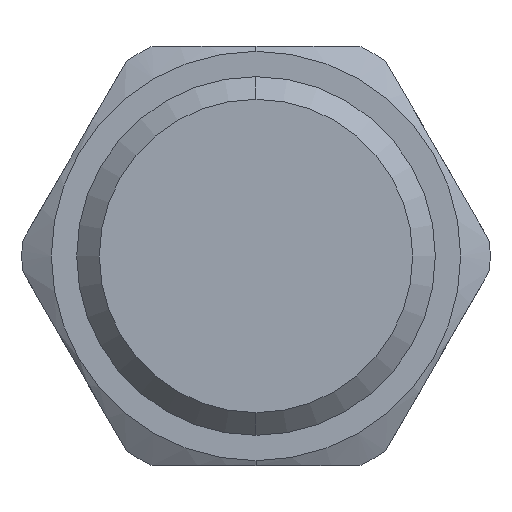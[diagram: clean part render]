
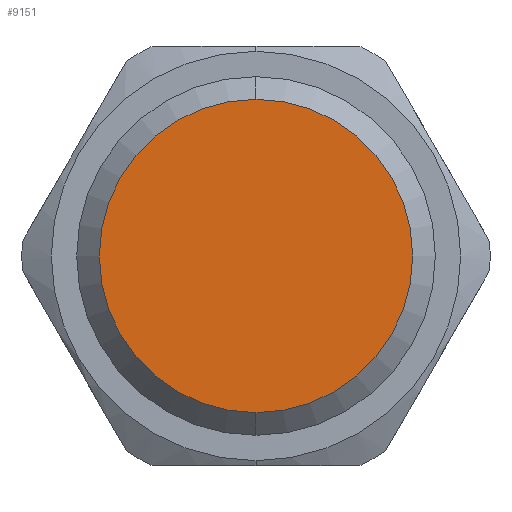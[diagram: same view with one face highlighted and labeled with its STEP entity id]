
A CAD part, left-side view. The second image highlights one B-rep face of the part: STEP entity #9151.
In plain terms, the highlighted planar face has unit normal (-1, 0, 0).
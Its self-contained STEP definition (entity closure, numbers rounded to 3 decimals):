
#32 = CARTESIAN_POINT ( 'NONE',  ( 0., 0., -8.3 ) ) ;
#947 = EDGE_LOOP ( 'NONE', ( #5184, #5239 ) ) ;
#1296 = EDGE_CURVE ( 'NONE', #5022, #5096, #7139, .T. ) ;
#2353 = CARTESIAN_POINT ( 'NONE',  ( 0., 0., 8.3 ) ) ;
#3407 = CARTESIAN_POINT ( 'NONE',  ( 0., 0., 0. ) ) ;
#3409 = DIRECTION ( 'NONE',  ( -1., 0., 0. ) ) ;
#3411 = DIRECTION ( 'NONE',  ( 0., 0., -1. ) ) ;
#3598 = CARTESIAN_POINT ( 'NONE',  ( 0., 0., 0. ) ) ;
#3605 = PLANE ( 'NONE',  #9472 ) ;
#3609 = DIRECTION ( 'NONE',  ( 1., 0., 0. ) ) ;
#3611 = DIRECTION ( 'NONE',  ( 0., 0., -1. ) ) ;
#5022 = VERTEX_POINT ( 'NONE', #32 ) ;
#5096 = VERTEX_POINT ( 'NONE', #2353 ) ;
#5184 = ORIENTED_EDGE ( 'NONE', *, *, #1296, .T. ) ;
#5239 = ORIENTED_EDGE ( 'NONE', *, *, #8595, .T. ) ;
#6404 = CIRCLE ( 'NONE', #8021, 8.3 ) ;
#6703 = FACE_OUTER_BOUND ( 'NONE', #947, .T. ) ;
#7139 = CIRCLE ( 'NONE', #8188, 8.3 ) ;
#7819 = DIRECTION ( 'NONE',  ( 0., 0., -1. ) ) ;
#7827 = DIRECTION ( 'NONE',  ( -1., 0., 0. ) ) ;
#7862 = CARTESIAN_POINT ( 'NONE',  ( 0., 0., 0. ) ) ;
#8021 = AXIS2_PLACEMENT_3D ( 'NONE', #3407, #3409, #3411 ) ;
#8188 = AXIS2_PLACEMENT_3D ( 'NONE', #7862, #7827, #7819 ) ;
#8595 = EDGE_CURVE ( 'NONE', #5096, #5022, #6404, .T. ) ;
#9151 = ADVANCED_FACE ( 'NONE', ( #6703 ), #3605, .F. ) ;
#9472 = AXIS2_PLACEMENT_3D ( 'NONE', #3598, #3609, #3611 ) ;
